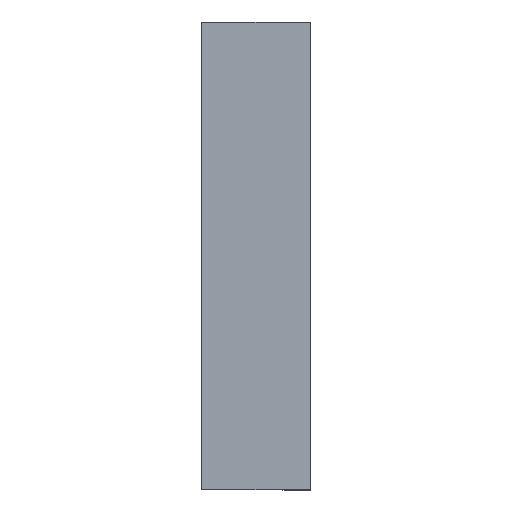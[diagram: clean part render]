
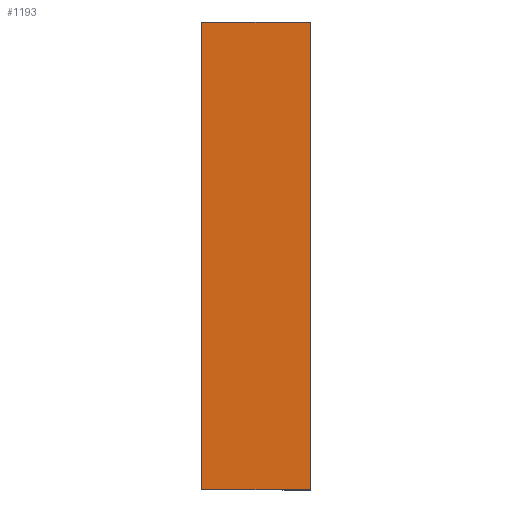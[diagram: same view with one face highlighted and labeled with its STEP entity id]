
A CAD part, left-side view. The second image highlights one B-rep face of the part: STEP entity #1193.
In plain terms, the highlighted planar face has unit normal (-1, 0, 0).
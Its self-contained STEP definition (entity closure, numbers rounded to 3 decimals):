
#4 = VERTEX_POINT ( 'NONE', #3785 ) ;
#10 = EDGE_CURVE ( 'NONE', #31, #2128, #2192, .T. ) ;
#31 = VERTEX_POINT ( 'NONE', #3547 ) ;
#163 = EDGE_CURVE ( 'NONE', #2128, #4, #910, .T. ) ;
#178 = FACE_OUTER_BOUND ( 'NONE', #2808, .T. ) ;
#275 = DIRECTION ( 'NONE',  ( 0., -1., 0. ) ) ;
#313 = ORIENTED_EDGE ( 'NONE', *, *, #1917, .F. ) ;
#388 = VECTOR ( 'NONE', #275, 1000. ) ;
#416 = DIRECTION ( 'NONE',  ( 0., 0., 1. ) ) ;
#804 = CARTESIAN_POINT ( 'NONE',  ( -43.47, 17.272, -52.965 ) ) ;
#910 = LINE ( 'NONE', #2756, #2472 ) ;
#1193 = ADVANCED_FACE ( 'NONE', ( #178 ), #1427, .F. ) ;
#1427 = PLANE ( 'NONE',  #1598 ) ;
#1472 = DIRECTION ( 'NONE',  ( 1., 0., 0. ) ) ;
#1592 = CARTESIAN_POINT ( 'NONE',  ( -43.47, 17.272, 29.585 ) ) ;
#1598 = AXIS2_PLACEMENT_3D ( 'NONE', #804, #1472, #4052 ) ;
#1626 = CARTESIAN_POINT ( 'NONE',  ( -43.47, 17.272, 29.585 ) ) ;
#1652 = LINE ( 'NONE', #2066, #3393 ) ;
#1737 = CARTESIAN_POINT ( 'NONE',  ( -43.47, -2.54, -55.505 ) ) ;
#1912 = ORIENTED_EDGE ( 'NONE', *, *, #10, .T. ) ;
#1917 = EDGE_CURVE ( 'NONE', #31, #2068, #1652, .T. ) ;
#2066 = CARTESIAN_POINT ( 'NONE',  ( -43.47, 17.272, -52.965 ) ) ;
#2068 = VERTEX_POINT ( 'NONE', #1626 ) ;
#2128 = VERTEX_POINT ( 'NONE', #1737 ) ;
#2192 = LINE ( 'NONE', #3126, #2209 ) ;
#2209 = VECTOR ( 'NONE', #2873, 1000. ) ;
#2376 = EDGE_CURVE ( 'NONE', #2068, #4, #2558, .T. ) ;
#2472 = VECTOR ( 'NONE', #3419, 1000. ) ;
#2558 = LINE ( 'NONE', #1592, #388 ) ;
#2564 = ORIENTED_EDGE ( 'NONE', *, *, #163, .T. ) ;
#2756 = CARTESIAN_POINT ( 'NONE',  ( -43.47, -2.54, -52.965 ) ) ;
#2808 = EDGE_LOOP ( 'NONE', ( #1912, #2564, #3431, #313 ) ) ;
#2873 = DIRECTION ( 'NONE',  ( 0., -1., 0. ) ) ;
#3126 = CARTESIAN_POINT ( 'NONE',  ( -43.47, 17.272, -55.505 ) ) ;
#3393 = VECTOR ( 'NONE', #416, 1000. ) ;
#3419 = DIRECTION ( 'NONE',  ( 0., 0., 1. ) ) ;
#3431 = ORIENTED_EDGE ( 'NONE', *, *, #2376, .F. ) ;
#3547 = CARTESIAN_POINT ( 'NONE',  ( -43.47, 17.272, -55.505 ) ) ;
#3785 = CARTESIAN_POINT ( 'NONE',  ( -43.47, -2.54, 29.585 ) ) ;
#4052 = DIRECTION ( 'NONE',  ( 0., 1., 0. ) ) ;
